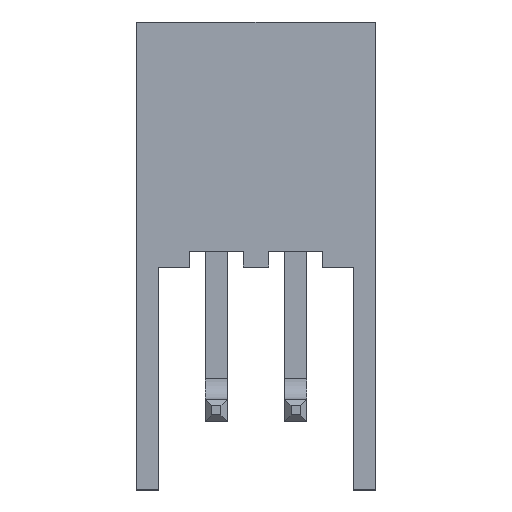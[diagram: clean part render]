
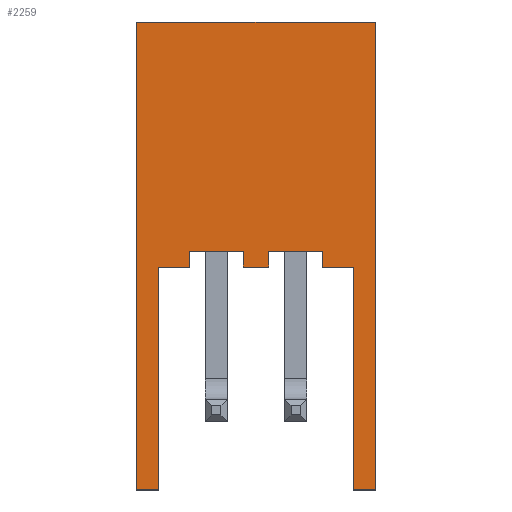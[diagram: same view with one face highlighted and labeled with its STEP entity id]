
A CAD part, top view. The second image highlights one B-rep face of the part: STEP entity #2259.
In plain terms, the highlighted planar face has unit normal (0, 0, 1).
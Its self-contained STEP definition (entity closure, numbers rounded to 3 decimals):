
#4 = DIRECTION ( 'NONE',  ( 0., -1., 0. ) ) ;
#46 = CARTESIAN_POINT ( 'NONE',  ( -0.4, 0.5, 2.85 ) ) ;
#47 = DIRECTION ( 'NONE',  ( 0., -1., 0. ) ) ;
#52 = CARTESIAN_POINT ( 'NONE',  ( -3.75, 7.7, 2.85 ) ) ;
#53 = DIRECTION ( 'NONE',  ( 0., -1., 0. ) ) ;
#214 = EDGE_CURVE ( 'NONE', #1975, #1972, #1842, .T. ) ;
#241 = EDGE_CURVE ( 'NONE', #1267, #1269, #1783, .T. ) ;
#245 = EDGE_CURVE ( 'NONE', #1275, #1272, #1781, .T. ) ;
#327 = FACE_OUTER_BOUND ( 'NONE', #1354, .T. ) ;
#398 = VECTOR ( 'NONE', #1459, 1000. ) ;
#401 = LINE ( 'NONE', #1458, #398 ) ;
#402 = VECTOR ( 'NONE', #53, 1000. ) ;
#405 = LINE ( 'NONE', #52, #402 ) ;
#408 = VECTOR ( 'NONE', #47, 1000. ) ;
#411 = LINE ( 'NONE', #46, #408 ) ;
#442 = VECTOR ( 'NONE', #4, 1000. ) ;
#447 = LINE ( 'NONE', #779, #442 ) ;
#484 = VECTOR ( 'NONE', #734, 1000. ) ;
#487 = LINE ( 'NONE', #733, #484 ) ;
#514 = EDGE_CURVE ( 'NONE', #2045, #1971, #2142, .T. ) ;
#536 = EDGE_CURVE ( 'NONE', #1973, #1976, #2127, .T. ) ;
#537 = EDGE_CURVE ( 'NONE', #1962, #1976, #2126, .T. ) ;
#538 = EDGE_CURVE ( 'NONE', #2037, #1962, #2125, .T. ) ;
#539 = EDGE_CURVE ( 'NONE', #2044, #1965, #1912, .T. ) ;
#540 = EDGE_CURVE ( 'NONE', #2044, #1979, #2050, .T. ) ;
#541 = EDGE_CURVE ( 'NONE', #1979, #1980, #2078, .T. ) ;
#542 = EDGE_CURVE ( 'NONE', #1971, #1980, #2070, .T. ) ;
#602 = EDGE_CURVE ( 'NONE', #1973, #1272, #487, .T. ) ;
#625 = EDGE_CURVE ( 'NONE', #1975, #1275, #447, .T. ) ;
#644 = EDGE_CURVE ( 'NONE', #2045, #1267, #411, .T. ) ;
#647 = EDGE_CURVE ( 'NONE', #2037, #1965, #405, .T. ) ;
#649 = EDGE_CURVE ( 'NONE', #1972, #1269, #401, .T. ) ;
#698 = CARTESIAN_POINT ( 'NONE',  ( 3.05, -7., 2.85 ) ) ;
#699 = DIRECTION ( 'NONE',  ( 1., 0., 0. ) ) ;
#700 = CARTESIAN_POINT ( 'NONE',  ( 3.75, 7.7, 2.85 ) ) ;
#701 = DIRECTION ( 'NONE',  ( 0., -1., 0. ) ) ;
#702 = CARTESIAN_POINT ( 'NONE',  ( 3.75, 7.7, 2.85 ) ) ;
#704 = DIRECTION ( 'NONE',  ( 1., 0., 0. ) ) ;
#705 = DIRECTION ( 'NONE',  ( -1., 0., 0. ) ) ;
#707 = DIRECTION ( 'NONE',  ( 0., 1., 0. ) ) ;
#708 = CARTESIAN_POINT ( 'NONE',  ( 3.75, 0., 2.85 ) ) ;
#709 = DIRECTION ( 'NONE',  ( 1., 0., 0. ) ) ;
#710 = CARTESIAN_POINT ( 'NONE',  ( -2.1, 0.5, 2.85 ) ) ;
#712 = DIRECTION ( 'NONE',  ( 0., -1., 0. ) ) ;
#733 = CARTESIAN_POINT ( 'NONE',  ( 3.05, -7., 2.85 ) ) ;
#734 = DIRECTION ( 'NONE',  ( 0., 1., 0. ) ) ;
#779 = CARTESIAN_POINT ( 'NONE',  ( 2.1, 0.5, 2.85 ) ) ;
#806 = AXIS2_PLACEMENT_3D ( 'NONE', #1660, #1669, #1670 ) ;
#856 = CARTESIAN_POINT ( 'NONE',  ( 3.75, 0., 2.85 ) ) ;
#857 = CARTESIAN_POINT ( 'NONE',  ( 3.75, 0., 2.85 ) ) ;
#858 = DIRECTION ( 'NONE',  ( 1., 0., 0. ) ) ;
#865 = DIRECTION ( 'NONE',  ( 1., 0., 0. ) ) ;
#1267 = VERTEX_POINT ( 'NONE', #1526 ) ;
#1269 = VERTEX_POINT ( 'NONE', #1528 ) ;
#1272 = VERTEX_POINT ( 'NONE', #1531 ) ;
#1275 = VERTEX_POINT ( 'NONE', #1534 ) ;
#1335 = ORIENTED_EDGE ( 'NONE', *, *, #514, .F. ) ;
#1336 = ORIENTED_EDGE ( 'NONE', *, *, #644, .T. ) ;
#1337 = ORIENTED_EDGE ( 'NONE', *, *, #241, .T. ) ;
#1338 = ORIENTED_EDGE ( 'NONE', *, *, #649, .F. ) ;
#1339 = ORIENTED_EDGE ( 'NONE', *, *, #214, .F. ) ;
#1340 = ORIENTED_EDGE ( 'NONE', *, *, #625, .T. ) ;
#1341 = ORIENTED_EDGE ( 'NONE', *, *, #245, .T. ) ;
#1342 = ORIENTED_EDGE ( 'NONE', *, *, #602, .F. ) ;
#1343 = ORIENTED_EDGE ( 'NONE', *, *, #536, .T. ) ;
#1344 = ORIENTED_EDGE ( 'NONE', *, *, #537, .F. ) ;
#1345 = ORIENTED_EDGE ( 'NONE', *, *, #538, .F. ) ;
#1346 = ORIENTED_EDGE ( 'NONE', *, *, #647, .T. ) ;
#1347 = ORIENTED_EDGE ( 'NONE', *, *, #539, .F. ) ;
#1348 = ORIENTED_EDGE ( 'NONE', *, *, #540, .T. ) ;
#1349 = ORIENTED_EDGE ( 'NONE', *, *, #541, .T. ) ;
#1350 = ORIENTED_EDGE ( 'NONE', *, *, #542, .F. ) ;
#1354 = EDGE_LOOP ( 'NONE', ( #1335, #1336, #1337, #1338, #1339, #1340, #1341, #1342, #1343, #1344, #1345, #1346, #1347, #1348, #1349, #1350 ) ) ;
#1458 = CARTESIAN_POINT ( 'NONE',  ( 0.4, 0.5, 2.85 ) ) ;
#1459 = DIRECTION ( 'NONE',  ( 0., -1., 0. ) ) ;
#1526 = CARTESIAN_POINT ( 'NONE',  ( -0.4, 0., 2.85 ) ) ;
#1528 = CARTESIAN_POINT ( 'NONE',  ( 0.4, 0., 2.85 ) ) ;
#1531 = CARTESIAN_POINT ( 'NONE',  ( 3.05, 0., 2.85 ) ) ;
#1534 = CARTESIAN_POINT ( 'NONE',  ( 2.1, 0., 2.85 ) ) ;
#1551 = CARTESIAN_POINT ( 'NONE',  ( 3.75, 7.7, 2.85 ) ) ;
#1552 = CARTESIAN_POINT ( 'NONE',  ( -3.75, -7., 2.85 ) ) ;
#1553 = CARTESIAN_POINT ( 'NONE',  ( -2.1, 0.5, 2.85 ) ) ;
#1557 = CARTESIAN_POINT ( 'NONE',  ( 0.4, 0.5, 2.85 ) ) ;
#1558 = CARTESIAN_POINT ( 'NONE',  ( 3.05, -7., 2.85 ) ) ;
#1560 = CARTESIAN_POINT ( 'NONE',  ( 2.1, 0.5, 2.85 ) ) ;
#1561 = CARTESIAN_POINT ( 'NONE',  ( 3.75, -7., 2.85 ) ) ;
#1564 = CARTESIAN_POINT ( 'NONE',  ( -3.05, 0., 2.85 ) ) ;
#1565 = CARTESIAN_POINT ( 'NONE',  ( -2.1, 0., 2.85 ) ) ;
#1595 = CARTESIAN_POINT ( 'NONE',  ( -3.75, 7.7, 2.85 ) ) ;
#1599 = CARTESIAN_POINT ( 'NONE',  ( -3.05, -7., 2.85 ) ) ;
#1600 = CARTESIAN_POINT ( 'NONE',  ( -0.4, 0.5, 2.85 ) ) ;
#1660 = CARTESIAN_POINT ( 'NONE',  ( 3.75, 7.7, 2.85 ) ) ;
#1667 = PLANE ( 'NONE',  #806 ) ;
#1669 = DIRECTION ( 'NONE',  ( 0., 0., -1. ) ) ;
#1670 = DIRECTION ( 'NONE',  ( -1., 0., 0. ) ) ;
#1765 = VECTOR ( 'NONE', #2355, 1000. ) ;
#1767 = VECTOR ( 'NONE', #705, 1000. ) ;
#1772 = VECTOR ( 'NONE', #865, 1000. ) ;
#1778 = VECTOR ( 'NONE', #858, 1000. ) ;
#1781 = LINE ( 'NONE', #857, #1772 ) ;
#1783 = LINE ( 'NONE', #856, #1778 ) ;
#1836 = VECTOR ( 'NONE', #2169, 1000. ) ;
#1842 = LINE ( 'NONE', #2167, #1836 ) ;
#1912 = LINE ( 'NONE', #2354, #1767 ) ;
#1962 = VERTEX_POINT ( 'NONE', #1551 ) ;
#1965 = VERTEX_POINT ( 'NONE', #1552 ) ;
#1971 = VERTEX_POINT ( 'NONE', #1553 ) ;
#1972 = VERTEX_POINT ( 'NONE', #1557 ) ;
#1973 = VERTEX_POINT ( 'NONE', #1558 ) ;
#1975 = VERTEX_POINT ( 'NONE', #1560 ) ;
#1976 = VERTEX_POINT ( 'NONE', #1561 ) ;
#1979 = VERTEX_POINT ( 'NONE', #1564 ) ;
#1980 = VERTEX_POINT ( 'NONE', #1565 ) ;
#2037 = VERTEX_POINT ( 'NONE', #1595 ) ;
#2044 = VERTEX_POINT ( 'NONE', #1599 ) ;
#2045 = VERTEX_POINT ( 'NONE', #1600 ) ;
#2047 = VECTOR ( 'NONE', #712, 1000. ) ;
#2050 = LINE ( 'NONE', #2357, #2079 ) ;
#2070 = LINE ( 'NONE', #710, #2047 ) ;
#2074 = VECTOR ( 'NONE', #709, 1000. ) ;
#2078 = LINE ( 'NONE', #708, #2074 ) ;
#2079 = VECTOR ( 'NONE', #707, 1000. ) ;
#2087 = VECTOR ( 'NONE', #704, 1000. ) ;
#2120 = VECTOR ( 'NONE', #701, 1000. ) ;
#2125 = LINE ( 'NONE', #702, #2087 ) ;
#2126 = LINE ( 'NONE', #700, #2120 ) ;
#2127 = LINE ( 'NONE', #698, #2129 ) ;
#2129 = VECTOR ( 'NONE', #699, 1000. ) ;
#2142 = LINE ( 'NONE', #2346, #1765 ) ;
#2167 = CARTESIAN_POINT ( 'NONE',  ( 0.4, 0.5, 2.85 ) ) ;
#2169 = DIRECTION ( 'NONE',  ( -1., 0., 0. ) ) ;
#2259 = ADVANCED_FACE ( 'NONE', ( #327 ), #1667, .F. ) ;
#2346 = CARTESIAN_POINT ( 'NONE',  ( -2.1, 0.5, 2.85 ) ) ;
#2354 = CARTESIAN_POINT ( 'NONE',  ( -3.05, -7., 2.85 ) ) ;
#2355 = DIRECTION ( 'NONE',  ( -1., 0., 0. ) ) ;
#2357 = CARTESIAN_POINT ( 'NONE',  ( -3.05, -7., 2.85 ) ) ;
